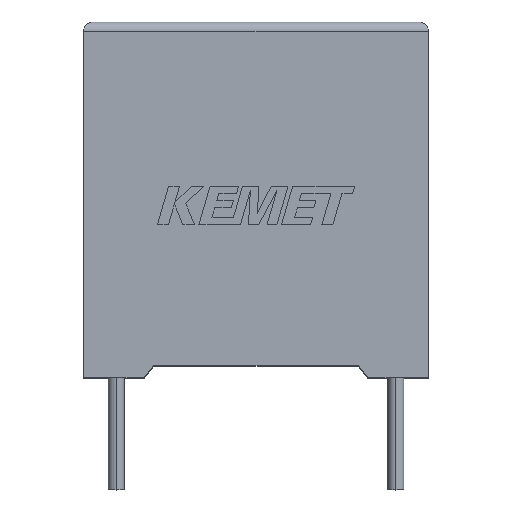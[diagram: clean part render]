
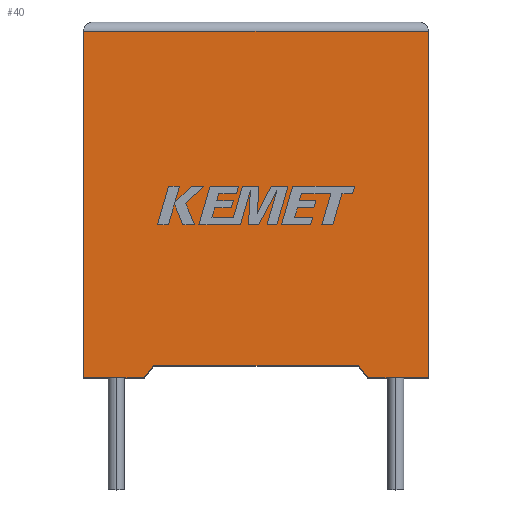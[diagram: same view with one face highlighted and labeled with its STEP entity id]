
A CAD part, top view. The second image highlights one B-rep face of the part: STEP entity #40.
In plain terms, the highlighted planar face has unit normal (0, 0, 1).
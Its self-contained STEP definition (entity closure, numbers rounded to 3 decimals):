
#40 = ADVANCED_FACE ( 'NONE', ( #471 ), #2126, .F. ) ;
#47 = EDGE_CURVE ( 'NONE', #464, #586, #598, .T. ) ;
#130 = DIRECTION ( 'NONE',  ( 0., 0., -1. ) ) ;
#136 = VECTOR ( 'NONE', #1104, 1000. ) ;
#144 = VECTOR ( 'NONE', #2574, 1000. ) ;
#147 = VECTOR ( 'NONE', #1870, 1000. ) ;
#176 = AXIS2_PLACEMENT_3D ( 'NONE', #2434, #130, #2451 ) ;
#220 = CARTESIAN_POINT ( 'NONE',  ( 15.25, 0., 11.2 ) ) ;
#250 = DIRECTION ( 'NONE',  ( 1., 0., 0. ) ) ;
#312 = VERTEX_POINT ( 'NONE', #220 ) ;
#364 = CARTESIAN_POINT ( 'NONE',  ( 18.5, 0., 11.2 ) ) ;
#464 = VERTEX_POINT ( 'NONE', #2824 ) ;
#471 = FACE_OUTER_BOUND ( 'NONE', #1286, .T. ) ;
#586 = VERTEX_POINT ( 'NONE', #1226 ) ;
#598 = LINE ( 'NONE', #1055, #1894 ) ;
#690 = CARTESIAN_POINT ( 'NONE',  ( 3.25, 0., 11.2 ) ) ;
#706 = VERTEX_POINT ( 'NONE', #710 ) ;
#710 = CARTESIAN_POINT ( 'NONE',  ( 0., 0., 11.2 ) ) ;
#723 = VECTOR ( 'NONE', #250, 1000. ) ;
#754 = LINE ( 'NONE', #690, #147 ) ;
#765 = EDGE_CURVE ( 'NONE', #586, #706, #1134, .T. ) ;
#789 = EDGE_CURVE ( 'NONE', #312, #2568, #2085, .T. ) ;
#828 = VECTOR ( 'NONE', #2732, 1000. ) ;
#896 = CARTESIAN_POINT ( 'NONE',  ( 18.5, 0., 11.2 ) ) ;
#1006 = VECTOR ( 'NONE', #2573, 1000. ) ;
#1023 = EDGE_CURVE ( 'NONE', #2130, #1070, #1044, .T. ) ;
#1044 = LINE ( 'NONE', #1494, #1397 ) ;
#1055 = CARTESIAN_POINT ( 'NONE',  ( 0., 18.6, 11.2 ) ) ;
#1058 = EDGE_CURVE ( 'NONE', #2568, #464, #2484, .T. ) ;
#1070 = VERTEX_POINT ( 'NONE', #2583 ) ;
#1104 = DIRECTION ( 'NONE',  ( 0.615, -0.788, 0. ) ) ;
#1121 = ORIENTED_EDGE ( 'NONE', *, *, #2917, .F. ) ;
#1134 = LINE ( 'NONE', #1372, #1006 ) ;
#1135 = LINE ( 'NONE', #3012, #144 ) ;
#1226 = CARTESIAN_POINT ( 'NONE',  ( 0., 18.6, 11.2 ) ) ;
#1286 = EDGE_LOOP ( 'NONE', ( #1979, #2047, #2652, #2275, #1121, #2240, #2348, #1806 ) ) ;
#1372 = CARTESIAN_POINT ( 'NONE',  ( 0., 0., 11.2 ) ) ;
#1397 = VECTOR ( 'NONE', #1771, 1000. ) ;
#1494 = CARTESIAN_POINT ( 'NONE',  ( 9.25, 0.659, 11.2 ) ) ;
#1531 = LINE ( 'NONE', #2488, #136 ) ;
#1693 = EDGE_CURVE ( 'NONE', #2130, #312, #1531, .T. ) ;
#1771 = DIRECTION ( 'NONE',  ( -1., 0., 0. ) ) ;
#1806 = ORIENTED_EDGE ( 'NONE', *, *, #789, .T. ) ;
#1831 = CARTESIAN_POINT ( 'NONE',  ( 0., 0., 11.2 ) ) ;
#1870 = DIRECTION ( 'NONE',  ( -0.615, -0.788, 0. ) ) ;
#1894 = VECTOR ( 'NONE', #1948, 1000. ) ;
#1948 = DIRECTION ( 'NONE',  ( -1., 0., 0. ) ) ;
#1979 = ORIENTED_EDGE ( 'NONE', *, *, #1058, .T. ) ;
#2007 = VERTEX_POINT ( 'NONE', #2877 ) ;
#2047 = ORIENTED_EDGE ( 'NONE', *, *, #47, .T. ) ;
#2085 = LINE ( 'NONE', #1831, #723 ) ;
#2126 = PLANE ( 'NONE',  #176 ) ;
#2130 = VERTEX_POINT ( 'NONE', #3044 ) ;
#2240 = ORIENTED_EDGE ( 'NONE', *, *, #1023, .F. ) ;
#2275 = ORIENTED_EDGE ( 'NONE', *, *, #2562, .T. ) ;
#2348 = ORIENTED_EDGE ( 'NONE', *, *, #1693, .T. ) ;
#2434 = CARTESIAN_POINT ( 'NONE',  ( 0., 0., 11.2 ) ) ;
#2451 = DIRECTION ( 'NONE',  ( -1., 0., 0. ) ) ;
#2484 = LINE ( 'NONE', #364, #828 ) ;
#2488 = CARTESIAN_POINT ( 'NONE',  ( 15.25, 0., 11.2 ) ) ;
#2562 = EDGE_CURVE ( 'NONE', #706, #2007, #1135, .T. ) ;
#2568 = VERTEX_POINT ( 'NONE', #896 ) ;
#2573 = DIRECTION ( 'NONE',  ( 0., -1., 0. ) ) ;
#2574 = DIRECTION ( 'NONE',  ( 1., 0., 0. ) ) ;
#2583 = CARTESIAN_POINT ( 'NONE',  ( 3.764, 0.659, 11.2 ) ) ;
#2652 = ORIENTED_EDGE ( 'NONE', *, *, #765, .T. ) ;
#2732 = DIRECTION ( 'NONE',  ( 0., 1., 0. ) ) ;
#2824 = CARTESIAN_POINT ( 'NONE',  ( 18.5, 18.6, 11.2 ) ) ;
#2877 = CARTESIAN_POINT ( 'NONE',  ( 3.25, 0., 11.2 ) ) ;
#2917 = EDGE_CURVE ( 'NONE', #1070, #2007, #754, .T. ) ;
#3012 = CARTESIAN_POINT ( 'NONE',  ( 0., 0., 11.2 ) ) ;
#3044 = CARTESIAN_POINT ( 'NONE',  ( 14.736, 0.659, 11.2 ) ) ;
